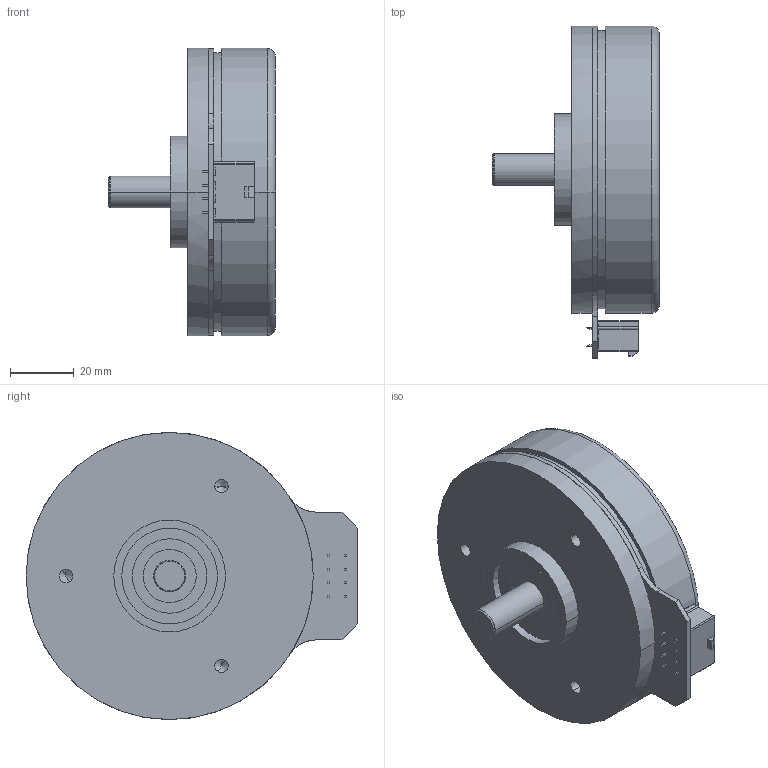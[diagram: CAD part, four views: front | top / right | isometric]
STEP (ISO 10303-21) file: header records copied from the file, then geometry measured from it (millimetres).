
FILE_DESCRIPTION((''),'2;1');
FILE_NAME('2795459','2018-07-18T',('mmagvisi'),(''),'CREO PARAMETRIC BY PTC INC, 2017300','CREO PARAMETRIC BY PTC INC, 2017300','');
FILE_SCHEMA(('CONFIG_CONTROL_DESIGN'));
Length unit declared in the file: millimetre
Products named in the file (1): 2795459
Bounding box: 52.5 x 104 x 90 mm (x, y, z)
Volume: 179804.1 mm3; surface area: 26491.3 mm2
Topology: 1 solids, 1 shells, 291 faces, 790 edges, 516 vertices
Faces by surface type: plane 243, cylinder 32, cone 10, torus 6
Entity records: 12212 total; most frequent: CARTESIAN_POINT 1591, ORIENTED_EDGE 1568, DIRECTION 1450, PRESENTATION_STYLE_ASSIGNMENT 881, STYLED_ITEM 881, CURVE_STYLE 784, EDGE_CURVE 784, VECTOR 700
